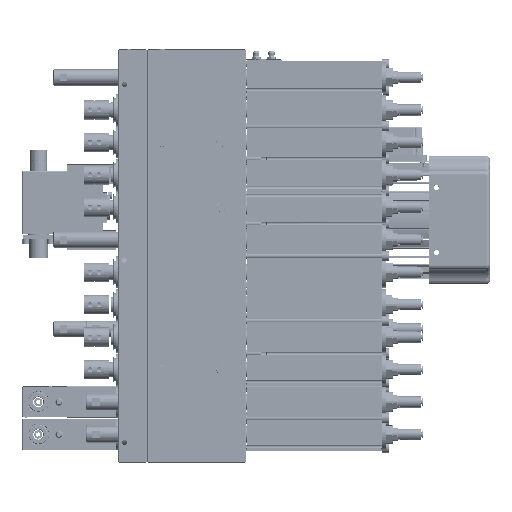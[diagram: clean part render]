
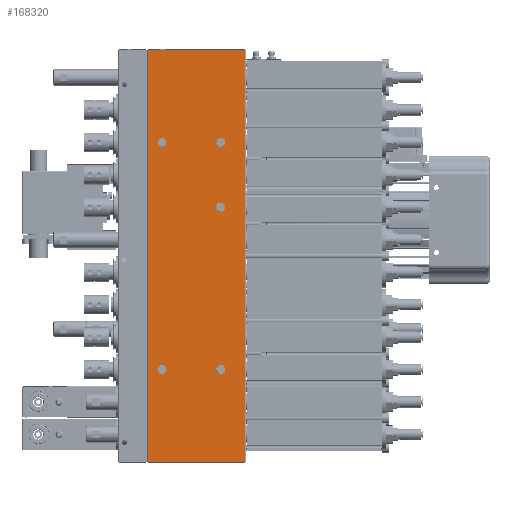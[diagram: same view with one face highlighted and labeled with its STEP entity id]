
A CAD part, left-side view. The second image highlights one B-rep face of the part: STEP entity #168320.
In plain terms, the highlighted planar face has unit normal (-1, 0, 0).
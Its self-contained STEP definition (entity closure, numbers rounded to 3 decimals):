
#6190 = EDGE_CURVE ( 'NONE', #163480, #184023, #116154, .T. ) ;
#7215 = VERTEX_POINT ( 'NONE', #274898 ) ;
#9386 = DIRECTION ( 'NONE',  ( 0., 1., 0. ) ) ;
#12262 = DIRECTION ( 'NONE',  ( 0., 0., 1. ) ) ;
#12373 = EDGE_LOOP ( 'NONE', ( #318500, #79495 ) ) ;
#26793 = VECTOR ( 'NONE', #347616, 1000. ) ;
#34275 = EDGE_LOOP ( 'NONE', ( #211025, #187352, #124576, #247667 ) ) ;
#34869 = VERTEX_POINT ( 'NONE', #204159 ) ;
#37059 = CARTESIAN_POINT ( 'NONE',  ( -191.457, 78.83, 48. ) ) ;
#39827 = EDGE_LOOP ( 'NONE', ( #348793, #83821 ) ) ;
#41796 = VECTOR ( 'NONE', #9386, 1000. ) ;
#42143 = CARTESIAN_POINT ( 'NONE',  ( -191.457, 78.83, 112. ) ) ;
#43155 = CIRCLE ( 'NONE', #51623, 4.4 ) ;
#43369 = CARTESIAN_POINT ( 'NONE',  ( -191.457, 150.83, 203. ) ) ;
#44890 = EDGE_CURVE ( 'NONE', #88099, #34869, #273438, .T. ) ;
#46191 = EDGE_LOOP ( 'NONE', ( #186094, #266623 ) ) ;
#48340 = CIRCLE ( 'NONE', #276981, 4.4 ) ;
#51623 = AXIS2_PLACEMENT_3D ( 'NONE', #163203, #166675, #61552 ) ;
#61552 = DIRECTION ( 'NONE',  ( 0., 0., 1. ) ) ;
#61732 = CARTESIAN_POINT ( 'NONE',  ( -191.457, 136.83, 107.6 ) ) ;
#65390 = FACE_BOUND ( 'NONE', #120874, .T. ) ;
#78192 = EDGE_CURVE ( 'NONE', #342902, #166023, #48340, .T. ) ;
#79183 = AXIS2_PLACEMENT_3D ( 'NONE', #42143, #123585, #233588 ) ;
#79495 = ORIENTED_EDGE ( 'NONE', *, *, #285090, .F. ) ;
#83821 = ORIENTED_EDGE ( 'NONE', *, *, #44890, .F. ) ;
#87920 = DIRECTION ( 'NONE',  ( -1., 0., 0. ) ) ;
#88099 = VERTEX_POINT ( 'NONE', #348399 ) ;
#91745 = EDGE_CURVE ( 'NONE', #184023, #163480, #249003, .T. ) ;
#92282 = DIRECTION ( 'NONE',  ( 0., 0., 1. ) ) ;
#92489 = CARTESIAN_POINT ( 'NONE',  ( -191.457, 136.83, -112. ) ) ;
#94771 = FACE_BOUND ( 'NONE', #46191, .T. ) ;
#99218 = AXIS2_PLACEMENT_3D ( 'NONE', #92489, #312275, #12262 ) ;
#101059 = AXIS2_PLACEMENT_3D ( 'NONE', #244930, #328767, #110106 ) ;
#106309 = DIRECTION ( 'NONE',  ( 0., 0., -1. ) ) ;
#110106 = DIRECTION ( 'NONE',  ( 0., 0., 1. ) ) ;
#116154 = CIRCLE ( 'NONE', #122036, 4.4 ) ;
#120188 = FACE_BOUND ( 'NONE', #12373, .T. ) ;
#120874 = EDGE_LOOP ( 'NONE', ( #309385, #313060 ) ) ;
#122036 = AXIS2_PLACEMENT_3D ( 'NONE', #322958, #136161, #305253 ) ;
#123585 = DIRECTION ( 'NONE',  ( -1., 0., 0. ) ) ;
#124576 = ORIENTED_EDGE ( 'NONE', *, *, #243487, .T. ) ;
#125830 = CIRCLE ( 'NONE', #141694, 4.4 ) ;
#130657 = CARTESIAN_POINT ( 'NONE',  ( -191.457, 78.83, -112. ) ) ;
#131862 = EDGE_CURVE ( 'NONE', #272519, #216098, #279317, .T. ) ;
#135877 = DIRECTION ( 'NONE',  ( -1., 0., 0. ) ) ;
#136046 = CARTESIAN_POINT ( 'NONE',  ( -191.457, 136.83, -116.4 ) ) ;
#136161 = DIRECTION ( 'NONE',  ( -1., 0., 0. ) ) ;
#137139 = FACE_BOUND ( 'NONE', #39827, .T. ) ;
#141694 = AXIS2_PLACEMENT_3D ( 'NONE', #145412, #334606, #92282 ) ;
#141803 = CARTESIAN_POINT ( 'NONE',  ( -191.457, 150.83, -204. ) ) ;
#145412 = CARTESIAN_POINT ( 'NONE',  ( -191.457, 136.83, 112. ) ) ;
#147888 = EDGE_CURVE ( 'NONE', #34869, #88099, #162093, .T. ) ;
#147937 = CIRCLE ( 'NONE', #252511, 4.4 ) ;
#150909 = DIRECTION ( 'NONE',  ( 0., 0., 1. ) ) ;
#154822 = AXIS2_PLACEMENT_3D ( 'NONE', #37059, #87920, #197772 ) ;
#155325 = LINE ( 'NONE', #141803, #222865 ) ;
#156438 = CARTESIAN_POINT ( 'NONE',  ( -191.457, 78.83, -107.6 ) ) ;
#159303 = DIRECTION ( 'NONE',  ( 0., -1., 0. ) ) ;
#160308 = DIRECTION ( 'NONE',  ( 1., 0., 0. ) ) ;
#162093 = CIRCLE ( 'NONE', #154822, 4.4 ) ;
#163203 = CARTESIAN_POINT ( 'NONE',  ( -191.457, 136.83, -112. ) ) ;
#163480 = VERTEX_POINT ( 'NONE', #196425 ) ;
#166023 = VERTEX_POINT ( 'NONE', #349427 ) ;
#166675 = DIRECTION ( 'NONE',  ( -1., 0., 0. ) ) ;
#168320 = ADVANCED_FACE ( 'NONE', ( #65390, #120188, #335979, #238622, #137139, #94771 ), #213509, .F. ) ;
#168995 = EDGE_LOOP ( 'NONE', ( #179034, #305549 ) ) ;
#177874 = AXIS2_PLACEMENT_3D ( 'NONE', #212371, #160308, #214697 ) ;
#179034 = ORIENTED_EDGE ( 'NONE', *, *, #247297, .F. ) ;
#184023 = VERTEX_POINT ( 'NONE', #156438 ) ;
#186094 = ORIENTED_EDGE ( 'NONE', *, *, #91745, .F. ) ;
#187352 = ORIENTED_EDGE ( 'NONE', *, *, #203398, .T. ) ;
#189056 = CARTESIAN_POINT ( 'NONE',  ( -191.457, 136.83, 112. ) ) ;
#195904 = LINE ( 'NONE', #292115, #26793 ) ;
#196425 = CARTESIAN_POINT ( 'NONE',  ( -191.457, 78.83, -116.4 ) ) ;
#197772 = DIRECTION ( 'NONE',  ( 0., 0., 1. ) ) ;
#203398 = EDGE_CURVE ( 'NONE', #324848, #342072, #227726, .T. ) ;
#204159 = CARTESIAN_POINT ( 'NONE',  ( -191.457, 78.83, 52.4 ) ) ;
#206524 = CARTESIAN_POINT ( 'NONE',  ( -191.457, 78.83, 112. ) ) ;
#211025 = ORIENTED_EDGE ( 'NONE', *, *, #245249, .T. ) ;
#212371 = CARTESIAN_POINT ( 'NONE',  ( -191.457, 151.83, -204. ) ) ;
#213509 = PLANE ( 'NONE',  #177874 ) ;
#214697 = DIRECTION ( 'NONE',  ( 0., 0., -1. ) ) ;
#216098 = VERTEX_POINT ( 'NONE', #335131 ) ;
#222865 = VECTOR ( 'NONE', #106309, 1000. ) ;
#223239 = CIRCLE ( 'NONE', #79183, 4.4 ) ;
#227726 = LINE ( 'NONE', #270584, #41796 ) ;
#233588 = DIRECTION ( 'NONE',  ( 0., 0., 1. ) ) ;
#234148 = CARTESIAN_POINT ( 'NONE',  ( -191.457, 78.83, 107.6 ) ) ;
#234374 = VERTEX_POINT ( 'NONE', #271414 ) ;
#235926 = EDGE_CURVE ( 'NONE', #7215, #271152, #147937, .T. ) ;
#238622 = FACE_BOUND ( 'NONE', #168995, .T. ) ;
#243487 = EDGE_CURVE ( 'NONE', #342072, #234374, #155325, .T. ) ;
#244930 = CARTESIAN_POINT ( 'NONE',  ( -191.457, 78.83, 48. ) ) ;
#245249 = EDGE_CURVE ( 'NONE', #270870, #324848, #195904, .T. ) ;
#247076 = VECTOR ( 'NONE', #159303, 1000. ) ;
#247297 = EDGE_CURVE ( 'NONE', #166023, #342902, #223239, .T. ) ;
#247509 = AXIS2_PLACEMENT_3D ( 'NONE', #130657, #267789, #318601 ) ;
#247667 = ORIENTED_EDGE ( 'NONE', *, *, #266949, .T. ) ;
#249003 = CIRCLE ( 'NONE', #247509, 4.4 ) ;
#252511 = AXIS2_PLACEMENT_3D ( 'NONE', #189056, #135877, #296718 ) ;
#263193 = DIRECTION ( 'NONE',  ( -1., 0., 0. ) ) ;
#266623 = ORIENTED_EDGE ( 'NONE', *, *, #6190, .F. ) ;
#266949 = EDGE_CURVE ( 'NONE', #234374, #270870, #318928, .T. ) ;
#267789 = DIRECTION ( 'NONE',  ( -1., 0., 0. ) ) ;
#270584 = CARTESIAN_POINT ( 'NONE',  ( -191.457, 151.83, 203. ) ) ;
#270870 = VERTEX_POINT ( 'NONE', #348975 ) ;
#271152 = VERTEX_POINT ( 'NONE', #61732 ) ;
#271414 = CARTESIAN_POINT ( 'NONE',  ( -191.457, 150.83, -203. ) ) ;
#272519 = VERTEX_POINT ( 'NONE', #136046 ) ;
#273438 = CIRCLE ( 'NONE', #101059, 4.4 ) ;
#274898 = CARTESIAN_POINT ( 'NONE',  ( -191.457, 136.83, 116.4 ) ) ;
#276981 = AXIS2_PLACEMENT_3D ( 'NONE', #206524, #263193, #150909 ) ;
#279317 = CIRCLE ( 'NONE', #99218, 4.4 ) ;
#285090 = EDGE_CURVE ( 'NONE', #271152, #7215, #125830, .T. ) ;
#292115 = CARTESIAN_POINT ( 'NONE',  ( -191.457, 54.83, -204. ) ) ;
#296718 = DIRECTION ( 'NONE',  ( 0., 0., 1. ) ) ;
#305253 = DIRECTION ( 'NONE',  ( 0., 0., 1. ) ) ;
#305549 = ORIENTED_EDGE ( 'NONE', *, *, #78192, .F. ) ;
#309385 = ORIENTED_EDGE ( 'NONE', *, *, #325059, .F. ) ;
#312275 = DIRECTION ( 'NONE',  ( -1., 0., 0. ) ) ;
#313060 = ORIENTED_EDGE ( 'NONE', *, *, #131862, .F. ) ;
#318500 = ORIENTED_EDGE ( 'NONE', *, *, #235926, .F. ) ;
#318601 = DIRECTION ( 'NONE',  ( 0., 0., 1. ) ) ;
#318928 = LINE ( 'NONE', #321234, #247076 ) ;
#321234 = CARTESIAN_POINT ( 'NONE',  ( -191.457, 151.83, -203. ) ) ;
#322958 = CARTESIAN_POINT ( 'NONE',  ( -191.457, 78.83, -112. ) ) ;
#324848 = VERTEX_POINT ( 'NONE', #338431 ) ;
#325059 = EDGE_CURVE ( 'NONE', #216098, #272519, #43155, .T. ) ;
#328767 = DIRECTION ( 'NONE',  ( -1., 0., 0. ) ) ;
#334606 = DIRECTION ( 'NONE',  ( -1., 0., 0. ) ) ;
#335131 = CARTESIAN_POINT ( 'NONE',  ( -191.457, 136.83, -107.6 ) ) ;
#335979 = FACE_OUTER_BOUND ( 'NONE', #34275, .T. ) ;
#338431 = CARTESIAN_POINT ( 'NONE',  ( -191.457, 54.83, 203. ) ) ;
#342072 = VERTEX_POINT ( 'NONE', #43369 ) ;
#342902 = VERTEX_POINT ( 'NONE', #234148 ) ;
#347616 = DIRECTION ( 'NONE',  ( 0., 0., 1. ) ) ;
#348399 = CARTESIAN_POINT ( 'NONE',  ( -191.457, 78.83, 43.6 ) ) ;
#348793 = ORIENTED_EDGE ( 'NONE', *, *, #147888, .F. ) ;
#348975 = CARTESIAN_POINT ( 'NONE',  ( -191.457, 54.83, -203. ) ) ;
#349427 = CARTESIAN_POINT ( 'NONE',  ( -191.457, 78.83, 116.4 ) ) ;
